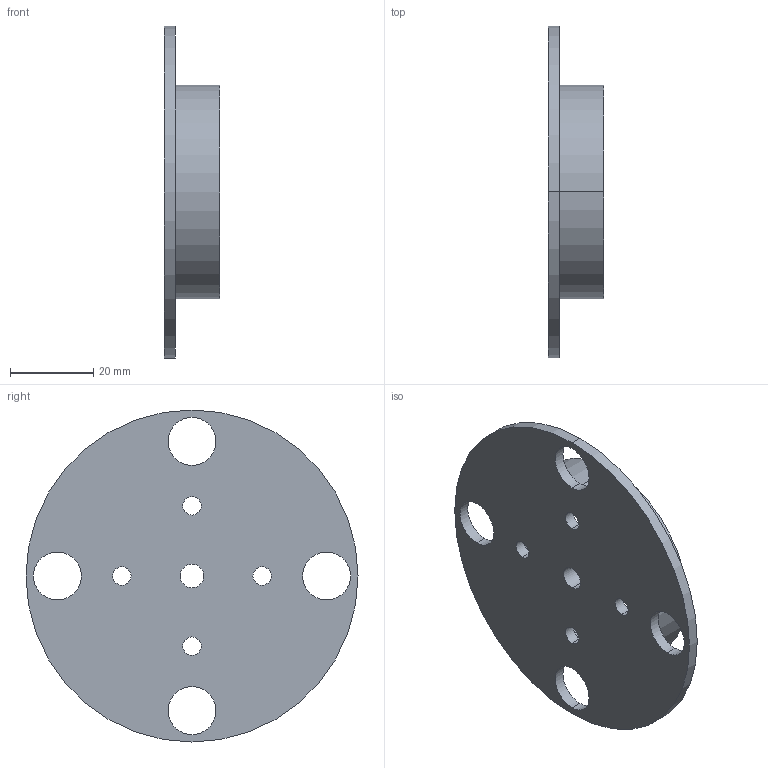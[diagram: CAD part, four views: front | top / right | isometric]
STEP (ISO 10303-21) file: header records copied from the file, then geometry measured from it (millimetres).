
FILE_DESCRIPTION (( 'STEP AP203' ), '1' );
FILE_NAME ('big wheels (x8).STEP', '2021-05-30T22:03:24', ( '' ), ( '' ), 'SwSTEP 2.0', 'SolidWorks 2020', '' );
FILE_SCHEMA (( 'CONFIG_CONTROL_DESIGN' ));
Length unit declared in the file: millimetre
Products named in the file (1): big wheels (x8)
Bounding box: 13.33 x 80 x 80 mm (x, y, z)
Volume: 17463.7 mm3; surface area: 13947.9 mm2
Topology: 1 solids, 1 shells, 38 faces, 94 edges, 56 vertices
Faces by surface type: cylinder 26, plane 8, torus 4
Entity records: 1259 total; most frequent: DIRECTION 240, CARTESIAN_POINT 189, ORIENTED_EDGE 188, AXIS2_PLACEMENT_3D 107, EDGE_CURVE 94, CIRCLE 68, VERTEX_POINT 56, EDGE_LOOP 54
